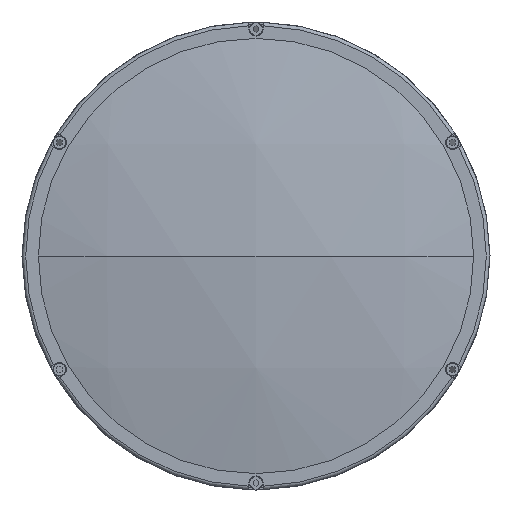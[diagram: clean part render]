
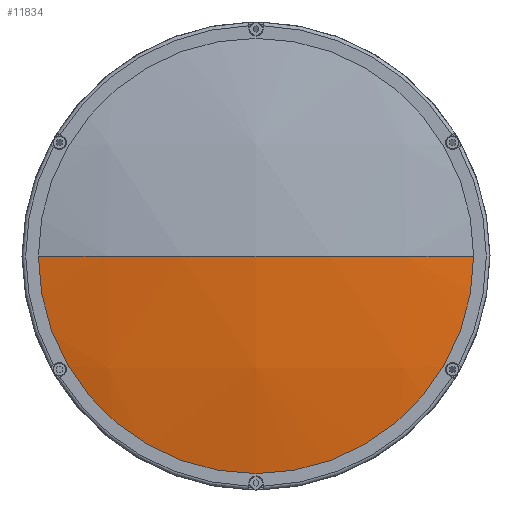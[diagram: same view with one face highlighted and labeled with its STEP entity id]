
A CAD part, left-side view. The second image highlights one B-rep face of the part: STEP entity #11834.
In plain terms, the highlighted spherical face has radius 434.72 mm.
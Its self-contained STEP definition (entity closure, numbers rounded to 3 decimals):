
#25 = SPHERICAL_SURFACE ( 'NONE', #10462, 434.72 ) ;
#821 = DIRECTION ( 'NONE',  ( 0., 0., -1. ) ) ;
#1252 = AXIS2_PLACEMENT_3D ( 'NONE', #11952, #5500, #13026 ) ;
#1261 = AXIS2_PLACEMENT_3D ( 'NONE', #7209, #821, #8263 ) ;
#1720 = ORIENTED_EDGE ( 'NONE', *, *, #8378, .T. ) ;
#1742 = VERTEX_POINT ( 'NONE', #7995 ) ;
#1951 = CIRCLE ( 'NONE', #5436, 95. ) ;
#2710 = FACE_OUTER_BOUND ( 'NONE', #9244, .T. ) ;
#2751 = EDGE_CURVE ( 'NONE', #12502, #1742, #9856, .T. ) ;
#4414 = DIRECTION ( 'NONE',  ( -1., 0., 0. ) ) ;
#4523 = CARTESIAN_POINT ( 'NONE',  ( -411.593, -95., 0. ) ) ;
#5235 = ORIENTED_EDGE ( 'NONE', *, *, #2751, .F. ) ;
#5436 = AXIS2_PLACEMENT_3D ( 'NONE', #10851, #4414, #11950 ) ;
#5500 = DIRECTION ( 'NONE',  ( 0., 0., 1. ) ) ;
#6799 = DIRECTION ( 'NONE',  ( 0., 1., 0. ) ) ;
#7209 = CARTESIAN_POINT ( 'NONE',  ( 12.62, 0., 0. ) ) ;
#7615 = CARTESIAN_POINT ( 'NONE',  ( -411.593, 95., 0. ) ) ;
#7995 = CARTESIAN_POINT ( 'NONE',  ( -422.1, 0., 0. ) ) ;
#8263 = DIRECTION ( 'NONE',  ( 0., 1., 0. ) ) ;
#8378 = EDGE_CURVE ( 'NONE', #12502, #12540, #1951, .T. ) ;
#8895 = CARTESIAN_POINT ( 'NONE',  ( 12.62, 0., 0. ) ) ;
#9244 = EDGE_LOOP ( 'NONE', ( #1720, #9267, #5235 ) ) ;
#9267 = ORIENTED_EDGE ( 'NONE', *, *, #9596, .T. ) ;
#9596 = EDGE_CURVE ( 'NONE', #12540, #1742, #12526, .T. ) ;
#9856 = CIRCLE ( 'NONE', #1252, 434.72 ) ;
#10462 = AXIS2_PLACEMENT_3D ( 'NONE', #8895, #13265, #6799 ) ;
#10851 = CARTESIAN_POINT ( 'NONE',  ( -411.593, 0., 0. ) ) ;
#11834 = ADVANCED_FACE ( 'NONE', ( #2710 ), #25, .T. ) ;
#11950 = DIRECTION ( 'NONE',  ( 0., 0., 1. ) ) ;
#11952 = CARTESIAN_POINT ( 'NONE',  ( 12.62, 0., 0. ) ) ;
#12502 = VERTEX_POINT ( 'NONE', #7615 ) ;
#12526 = CIRCLE ( 'NONE', #1261, 434.72 ) ;
#12540 = VERTEX_POINT ( 'NONE', #4523 ) ;
#13026 = DIRECTION ( 'NONE',  ( 0., -1., 0. ) ) ;
#13265 = DIRECTION ( 'NONE',  ( 0., 0., -1. ) ) ;
